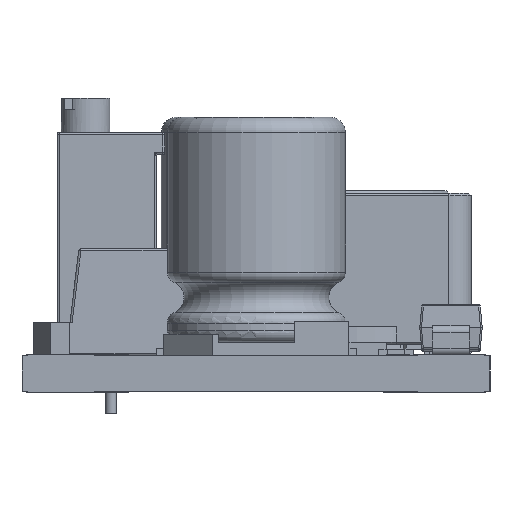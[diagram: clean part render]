
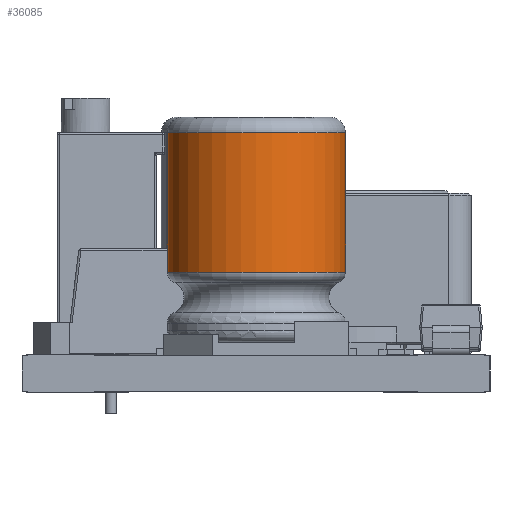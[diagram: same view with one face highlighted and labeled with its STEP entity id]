
A CAD part, left-side view. The second image highlights one B-rep face of the part: STEP entity #36085.
In plain terms, the highlighted cylindrical face has radius 4 mm (diameter 8 mm), a full revolution.
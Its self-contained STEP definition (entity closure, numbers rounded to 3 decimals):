
#678=CYLINDRICAL_SURFACE('',#38399,4.);
#1189=CIRCLE('',#38396,4.);
#1191=CIRCLE('',#38398,4.);
#1192=CIRCLE('',#38400,4.);
#1193=CIRCLE('',#38401,4.);
#5381=FACE_OUTER_BOUND('',#7499,.T.);
#7499=EDGE_LOOP('',(#29454,#29455,#29456,#29457,#29458,#29459));
#10404=LINE('',#58193,#13682);
#13682=VECTOR('',#43816,4.);
#16882=VERTEX_POINT('',#58183);
#16883=VERTEX_POINT('',#58184);
#16884=VERTEX_POINT('',#58189);
#16885=VERTEX_POINT('',#58190);
#21359=EDGE_CURVE('',#16882,#16883,#1189,.T.);
#21361=EDGE_CURVE('',#16883,#16882,#1191,.T.);
#21362=EDGE_CURVE('',#16884,#16885,#1192,.T.);
#21363=EDGE_CURVE('',#16885,#16884,#1193,.T.);
#21364=EDGE_CURVE('',#16885,#16883,#10404,.T.);
#29454=ORIENTED_EDGE('',*,*,#21362,.F.);
#29455=ORIENTED_EDGE('',*,*,#21363,.F.);
#29456=ORIENTED_EDGE('',*,*,#21364,.T.);
#29457=ORIENTED_EDGE('',*,*,#21361,.T.);
#29458=ORIENTED_EDGE('',*,*,#21359,.T.);
#29459=ORIENTED_EDGE('',*,*,#21364,.F.);
#36085=ADVANCED_FACE('',(#5381),#678,.T.);
#38396=AXIS2_PLACEMENT_3D('',#58185,#43804,#43805);
#38398=AXIS2_PLACEMENT_3D('',#58187,#43808,#43809);
#38399=AXIS2_PLACEMENT_3D('',#58188,#43810,#43811);
#38400=AXIS2_PLACEMENT_3D('',#58191,#43812,#43813);
#38401=AXIS2_PLACEMENT_3D('',#58192,#43814,#43815);
#43804=DIRECTION('center_axis',(0.,0.,-1.));
#43805=DIRECTION('ref_axis',(1.,0.,0.));
#43808=DIRECTION('center_axis',(0.,0.,-1.));
#43809=DIRECTION('ref_axis',(1.,0.,0.));
#43810=DIRECTION('center_axis',(0.,0.,-1.));
#43811=DIRECTION('ref_axis',(1.,0.,0.));
#43812=DIRECTION('center_axis',(0.,0.,-1.));
#43813=DIRECTION('ref_axis',(1.,0.,0.));
#43814=DIRECTION('center_axis',(0.,0.,-1.));
#43815=DIRECTION('ref_axis',(1.,0.,0.));
#43816=DIRECTION('',(0.,0.,1.));
#58183=CARTESIAN_POINT('',(4.,0.,10.));
#58184=CARTESIAN_POINT('',(-4.,0.,10.));
#58185=CARTESIAN_POINT('Origin',(0.,0.,
10.));
#58187=CARTESIAN_POINT('Origin',(0.,0.,
10.));
#58188=CARTESIAN_POINT('Origin',(0.,0.,
6.878));
#58189=CARTESIAN_POINT('',(4.,0.,3.756));
#58190=CARTESIAN_POINT('',(-4.,0.,3.756));
#58191=CARTESIAN_POINT('Origin',(0.,0.,
3.756));
#58192=CARTESIAN_POINT('Origin',(0.,0.,
3.756));
#58193=CARTESIAN_POINT('',(-4.,0.,6.878));
